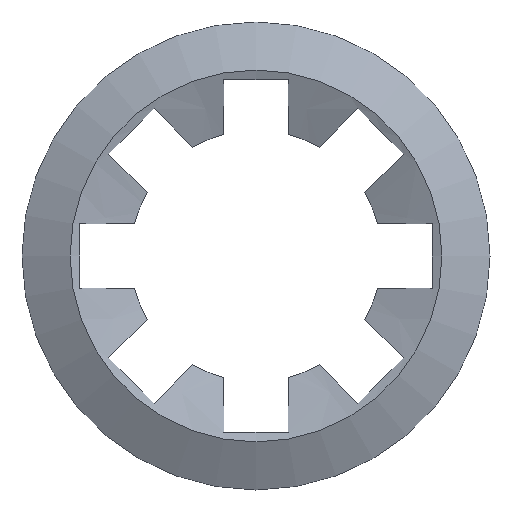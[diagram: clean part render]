
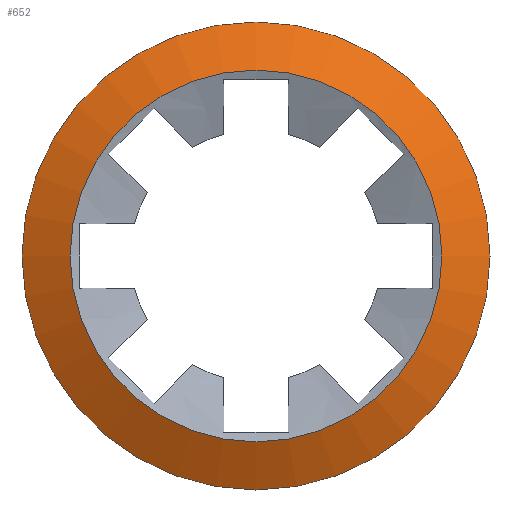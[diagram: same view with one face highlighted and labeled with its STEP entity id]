
A CAD part, left-side view. The second image highlights one B-rep face of the part: STEP entity #652.
In plain terms, the highlighted conical face has half-angle 64.65 degrees and reference radius 5.892 mm.
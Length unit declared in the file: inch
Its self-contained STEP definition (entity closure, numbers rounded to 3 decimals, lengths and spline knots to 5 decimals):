
#90=FACE_BOUND($,#139,.T.);
#96=FACE_OUTER_BOUND($,#138,.T.);
#138=EDGE_LOOP($,(#499));
#139=EDGE_LOOP($,(#500));
#182=CIRCLE($,#698,0.23196);
#194=CIRCLE($,#713,0.292);
#281=VERTEX_POINT($,#1006);
#319=VERTEX_POINT($,#1137);
#354=EDGE_CURVE($,#281,#281,#182,.T.);
#392=EDGE_CURVE($,#319,#319,#194,.T.);
#499=ORIENTED_EDGE($,*,*,#354,.F.);
#500=ORIENTED_EDGE($,*,*,#392,.T.);
#639=CONICAL_SURFACE($,#714,0.23196,1.128);
#652=ADVANCED_FACE($,(#96,#90),#639,.T.);
#698=AXIS2_PLACEMENT_3D($,#1007,#768,#769);
#713=AXIS2_PLACEMENT_3D($,#1138,#798,#799);
#714=AXIS2_PLACEMENT_3D($,#1139,#800,#801);
#768=DIRECTION('center_axis',(-1.,0.,0.));
#769=DIRECTION('ref_axis',(0.,0.,1.));
#798=DIRECTION('center_axis',(-1.,0.,0.));
#799=DIRECTION('ref_axis',(0.,0.,1.));
#800=DIRECTION('center_axis',(1.,0.,0.));
#801=DIRECTION('ref_axis',(0.,0.,-1.));
#1006=CARTESIAN_POINT('',(0.,0.,0.23196));
#1007=CARTESIAN_POINT('Origin',(0.,0.,0.));
#1137=CARTESIAN_POINT('',(0.02844,0.,0.292));
#1138=CARTESIAN_POINT('Origin',(0.02844,0.,0.));
#1139=CARTESIAN_POINT('Origin',(0.,0.,0.));
